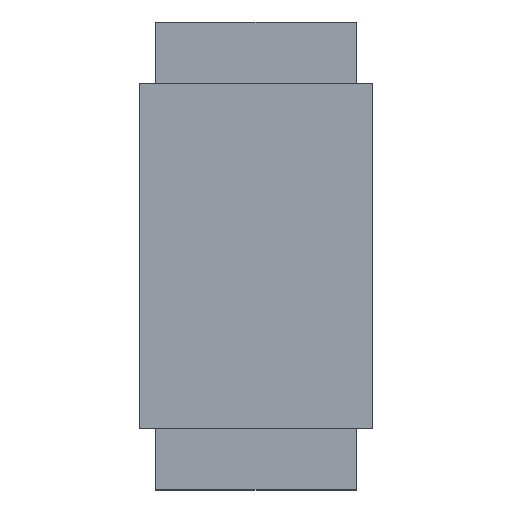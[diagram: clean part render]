
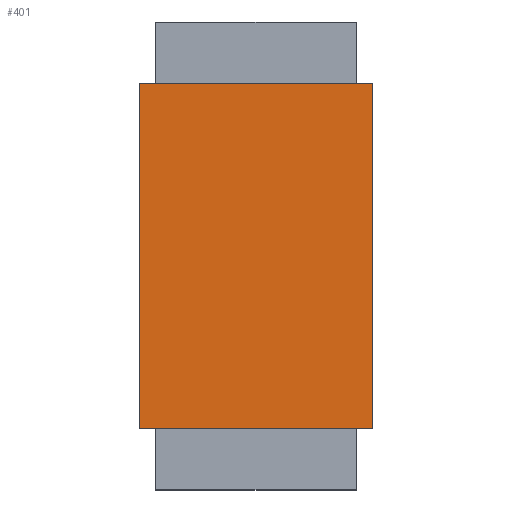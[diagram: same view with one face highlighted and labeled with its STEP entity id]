
A CAD part, top view. The second image highlights one B-rep face of the part: STEP entity #401.
In plain terms, the highlighted free-form (B-spline) face has degree [1, 1] with [2, 2] control points.
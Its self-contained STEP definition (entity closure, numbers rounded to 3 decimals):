
#306 = VERTEX_POINT('',#307);
#307 = CARTESIAN_POINT('',(8.46,-12.488,3.021
    ));
#312 = EDGE_CURVE('',#313,#306,#315,.T.);
#313 = VERTEX_POINT('',#314);
#314 = CARTESIAN_POINT('',(-8.46,-12.488,
    3.021));
#315 = B_SPLINE_CURVE_WITH_KNOTS('',1,(#316,#317),.UNSPECIFIED.,.F.,.F.,
  (2,2),(0.,21.),.PIECEWISE_BEZIER_KNOTS.);
#316 = CARTESIAN_POINT('',(-8.46,-12.488,
    3.021));
#317 = CARTESIAN_POINT('',(8.46,-12.488,3.021
    ));
#340 = EDGE_CURVE('',#341,#313,#343,.T.);
#341 = VERTEX_POINT('',#342);
#342 = CARTESIAN_POINT('',(-8.46,12.488,
    3.021));
#343 = B_SPLINE_CURVE_WITH_KNOTS('',1,(#344,#345),.UNSPECIFIED.,.F.,.F.,
  (2,2),(0.,31.),.PIECEWISE_BEZIER_KNOTS.);
#344 = CARTESIAN_POINT('',(-8.46,12.488,
    3.021));
#345 = CARTESIAN_POINT('',(-8.46,-12.488,
    3.021));
#362 = EDGE_CURVE('',#363,#341,#365,.T.);
#363 = VERTEX_POINT('',#364);
#364 = CARTESIAN_POINT('',(8.46,12.488,3.021
    ));
#365 = B_SPLINE_CURVE_WITH_KNOTS('',1,(#366,#367),.UNSPECIFIED.,.F.,.F.,
  (2,2),(0.,21.),.PIECEWISE_BEZIER_KNOTS.);
#366 = CARTESIAN_POINT('',(8.46,12.488,3.021
    ));
#367 = CARTESIAN_POINT('',(-8.46,12.488,
    3.021));
#390 = EDGE_CURVE('',#306,#363,#391,.T.);
#391 = B_SPLINE_CURVE_WITH_KNOTS('',1,(#392,#393),.UNSPECIFIED.,.F.,.F.,
  (2,2),(0.,31.),.PIECEWISE_BEZIER_KNOTS.);
#392 = CARTESIAN_POINT('',(8.46,-12.488,3.021
    ));
#393 = CARTESIAN_POINT('',(8.46,12.488,3.021
    ));
#401 = ADVANCED_FACE('',(#402),#408,.T.);
#402 = FACE_BOUND('',#403,.T.);
#403 = EDGE_LOOP('',(#404,#405,#406,#407));
#404 = ORIENTED_EDGE('',*,*,#390,.T.);
#405 = ORIENTED_EDGE('',*,*,#362,.T.);
#406 = ORIENTED_EDGE('',*,*,#340,.T.);
#407 = ORIENTED_EDGE('',*,*,#312,.T.);
#408 = B_SPLINE_SURFACE_WITH_KNOTS('',1,1,(
    (#409,#410)
    ,(#411,#412
    )),.UNSPECIFIED.,.F.,.F.,.F.,(2,2),(2,2),(-10.5,10.5),(-15.5,15.5),
  .PIECEWISE_BEZIER_KNOTS.);
#409 = CARTESIAN_POINT('',(-8.46,-12.488,
    3.021));
#410 = CARTESIAN_POINT('',(-8.46,12.488,
    3.021));
#411 = CARTESIAN_POINT('',(8.46,-12.488,3.021
    ));
#412 = CARTESIAN_POINT('',(8.46,12.488,3.021
    ));
